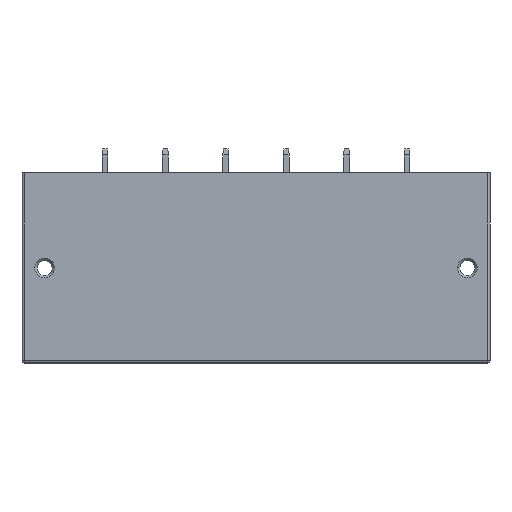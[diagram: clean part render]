
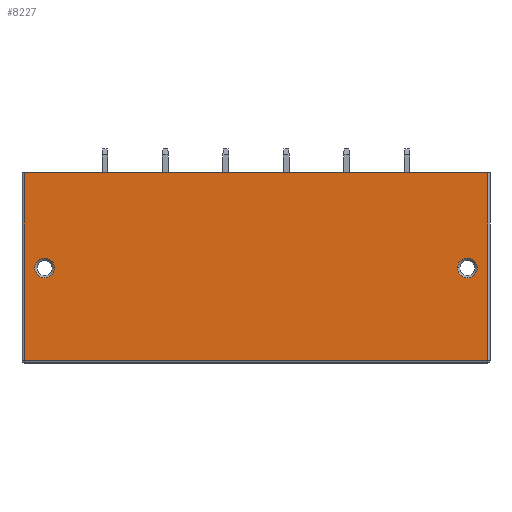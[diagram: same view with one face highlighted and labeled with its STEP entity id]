
A CAD part, left-side view. The second image highlights one B-rep face of the part: STEP entity #8227.
In plain terms, the highlighted planar face has unit normal (-1, 0, 0).
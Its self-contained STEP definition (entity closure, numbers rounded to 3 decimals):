
#332=DIRECTION('',(0.,1.,0.));
#333=VECTOR('',#332,77.92);
#334=CARTESIAN_POINT('',(-6.7,-70.36,16.));
#335=LINE('',#334,#333);
#1850=CARTESIAN_POINT('',(-6.7,4.16,0.));
#1851=DIRECTION('',(1.,0.,0.));
#1852=DIRECTION('',(0.,-1.,0.));
#1853=AXIS2_PLACEMENT_3D('',#1850,#1851,#1852);
#1855=CARTESIAN_POINT('',(-6.7,4.16,0.));
#1856=DIRECTION('',(1.,0.,0.));
#1857=DIRECTION('',(0.,1.,0.));
#1858=AXIS2_PLACEMENT_3D('',#1855,#1856,#1857);
#1860=CARTESIAN_POINT('',(-6.7,-66.96,0.));
#1861=DIRECTION('',(-1.,0.,0.));
#1862=DIRECTION('',(0.,1.,0.));
#1863=AXIS2_PLACEMENT_3D('',#1860,#1861,#1862);
#1865=CARTESIAN_POINT('',(-6.7,-66.96,0.));
#1866=DIRECTION('',(-1.,0.,0.));
#1867=DIRECTION('',(0.,-1.,0.));
#1868=AXIS2_PLACEMENT_3D('',#1865,#1866,#1867);
#1870=DIRECTION('',(0.,0.,-1.));
#1871=VECTOR('',#1870,31.6);
#1872=CARTESIAN_POINT('',(-6.7,-70.36,16.));
#1873=LINE('',#1872,#1871);
#1874=DIRECTION('',(0.,0.,1.));
#1875=VECTOR('',#1874,31.6);
#1876=CARTESIAN_POINT('',(-6.7,7.56,-15.6));
#1877=LINE('',#1876,#1875);
#1963=DIRECTION('',(0.,-1.,0.));
#1964=VECTOR('',#1963,77.92);
#1965=CARTESIAN_POINT('',(-6.7,7.56,-15.6));
#1966=LINE('',#1965,#1964);
#5124=CARTESIAN_POINT('',(-6.7,2.51,0.));
#5125=CARTESIAN_POINT('',(-6.7,5.81,0.));
#5126=VERTEX_POINT('',#5124);
#5127=VERTEX_POINT('',#5125);
#5159=CARTESIAN_POINT('',(-6.7,7.56,16.));
#5161=VERTEX_POINT('',#5159);
#5162=CARTESIAN_POINT('',(-6.7,7.56,-15.6));
#5163=VERTEX_POINT('',#5162);
#5234=CARTESIAN_POINT('',(-6.7,-65.31,0.));
#5235=CARTESIAN_POINT('',(-6.7,-68.61,0.));
#5236=VERTEX_POINT('',#5234);
#5237=VERTEX_POINT('',#5235);
#5270=CARTESIAN_POINT('',(-6.7,-70.36,-15.6));
#5271=VERTEX_POINT('',#5270);
#5272=CARTESIAN_POINT('',(-6.7,-70.36,16.));
#5274=VERTEX_POINT('',#5272);
#8205=CARTESIAN_POINT('',(-6.7,0.,-15.6));
#8206=DIRECTION('',(-1.,0.,0.));
#8207=DIRECTION('',(0.,0.,1.));
#8208=AXIS2_PLACEMENT_3D('',#8205,#8206,#8207);
#8209=PLANE('',#8208);
#8211=ORIENTED_EDGE('',*,*,#8210,.T.);
#8213=ORIENTED_EDGE('',*,*,#8212,.F.);
#8215=ORIENTED_EDGE('',*,*,#8214,.T.);
#8216=ORIENTED_EDGE('',*,*,#5287,.F.);
#8217=EDGE_LOOP('',(#8211,#8213,#8215,#8216));
#8218=FACE_OUTER_BOUND('',#8217,.F.);
#8219=ORIENTED_EDGE('',*,*,#7989,.T.);
#8220=ORIENTED_EDGE('',*,*,#8045,.T.);
#8221=EDGE_LOOP('',(#8219,#8220));
#8222=FACE_BOUND('',#8221,.F.);
#8223=ORIENTED_EDGE('',*,*,#7893,.F.);
#8224=ORIENTED_EDGE('',*,*,#7922,.F.);
#8225=EDGE_LOOP('',(#8223,#8224));
#8226=FACE_BOUND('',#8225,.F.);
#1854=CIRCLE('',#1853,1.65);
#1859=CIRCLE('',#1858,1.65);
#1864=CIRCLE('',#1863,1.65);
#1869=CIRCLE('',#1868,1.65);
#5287=EDGE_CURVE('',#5274,#5161,#335,.T.);
#7893=EDGE_CURVE('',#5126,#5127,#1854,.T.);
#7922=EDGE_CURVE('',#5127,#5126,#1859,.T.);
#7989=EDGE_CURVE('',#5236,#5237,#1864,.T.);
#8045=EDGE_CURVE('',#5237,#5236,#1869,.T.);
#8210=EDGE_CURVE('',#5274,#5271,#1873,.T.);
#8212=EDGE_CURVE('',#5163,#5271,#1966,.T.);
#8214=EDGE_CURVE('',#5163,#5161,#1877,.T.);
#8227=ADVANCED_FACE('',(#8218,#8222,#8226),#8209,.T.);
